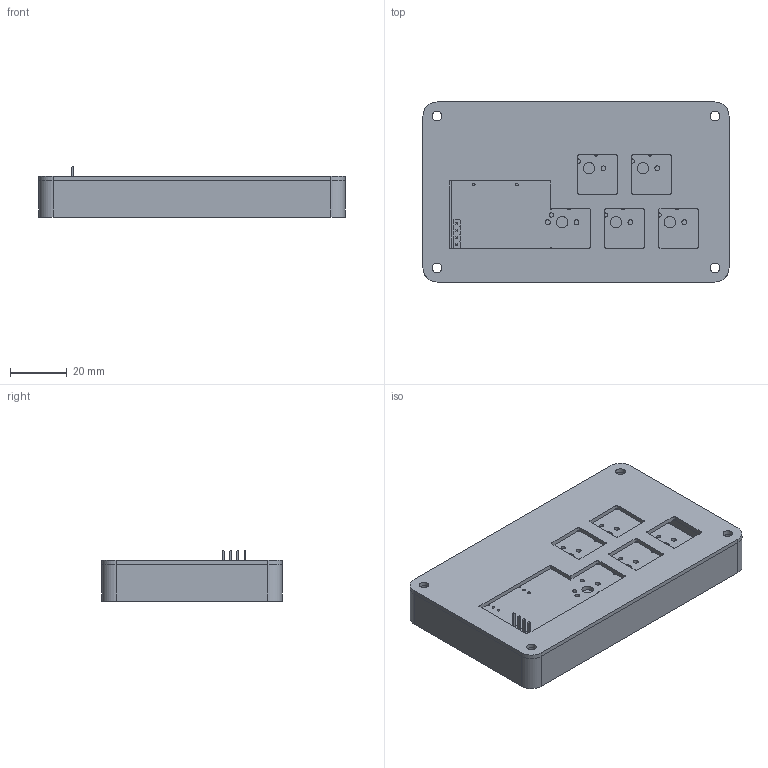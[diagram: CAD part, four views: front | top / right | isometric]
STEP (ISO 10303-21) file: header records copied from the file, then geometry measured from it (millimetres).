
FILE_DESCRIPTION(/* description */ (''),/* implementation_level */ '2;1');
FILE_NAME(/* name */ 'HACKPADcad.step',/* time_stamp */ '2026-02-08T13:26:32-05:00',/* author */ (''),/* organization */ (''),/* preprocessor_version */ 'ST-DEVELOPER v20.1',/* originating_system */ 'Autodesk Translation Framework v14.24.0.0',/* authorisation */ '');
FILE_SCHEMA (('AUTOMOTIVE_DESIGN { 1 0 10303 214 3 1 1 }'));
Length unit declared in the file: millimetre
Products named in the file (7): 2026-02-07-14-09-41-486; 2026-02-07-14-15-26-603; 2026-02-02-16-22-24-115; 2026-02-02-22-27-08-345; 2026-02-08-18-09-31-212; 2026-02-08-18-09-31-213; 2026-02-08-18-09-31-214
Assembly tree (6 placements, depth 4):
  2026-02-07-14-09-41-486
    2026-02-07-14-15-26-603
      2026-02-02-16-22-24-115
      2026-02-02-22-27-08-345
      2026-02-08-18-09-31-212
        2026-02-08-18-09-31-213
        2026-02-08-18-09-31-214
Bounding box: 108.24 x 63.67 x 17.79 mm (x, y, z)
Volume: 59501.6 mm3; surface area: 40632.7 mm2
Topology: 4 solids, 4 shells, 613 faces, 1675 edges, 1106 vertices
Faces by surface type: plane 273, bspline 257, cylinder 83
Full cylindrical faces by diameter (mm): 0.889 x14, 1 x4, 1.5 x10, 1.7 x10, 3.4 x8, 4 x5, 6 x4
Entity records: 23287 total; most frequent: CARTESIAN_POINT 8845, ORIENTED_EDGE 3350, DIRECTION 2067, EDGE_CURVE 1675, VERTEX_POINT 1106, LINE 995, VECTOR 995, EDGE_LOOP 761
